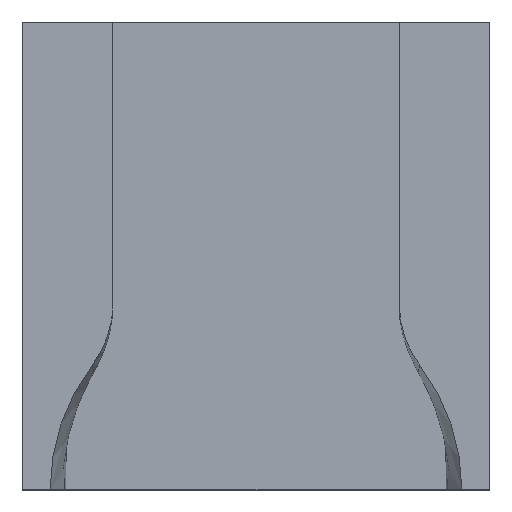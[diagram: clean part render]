
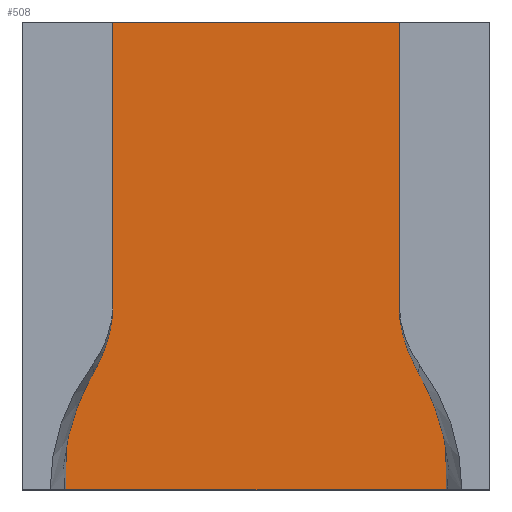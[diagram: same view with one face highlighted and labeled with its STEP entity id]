
A CAD part, top view. The second image highlights one B-rep face of the part: STEP entity #508.
In plain terms, the highlighted planar face has unit normal (0, 0, 1).
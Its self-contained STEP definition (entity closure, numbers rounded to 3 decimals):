
#164=CARTESIAN_POINT('',(114.85,12.5,2.25));
#165=VERTEX_POINT('',#164);
#172=CARTESIAN_POINT('',(135.15,12.5,2.25));
#173=VERTEX_POINT('',#172);
#174=CARTESIAN_POINT('',(114.85,12.5,2.25));
#175=DIRECTION('',(1.,0.,-0.));
#176=VECTOR('',#175,20.3);
#177=LINE('',#174,#176);
#178=EDGE_CURVE('',#165,#173,#177,.T.);
#194=CARTESIAN_POINT('',(114.824,-12.5,2.25));
#195=VERTEX_POINT('',#194);
#196=CARTESIAN_POINT('',(135.176,-12.5,2.25));
#197=VERTEX_POINT('',#196);
#198=CARTESIAN_POINT('',(114.824,-12.5,2.25));
#199=DIRECTION('',(1.,0.,-0.));
#200=VECTOR('',#199,20.351);
#201=LINE('',#198,#200);
#202=EDGE_CURVE('',#195,#197,#201,.T.);
#454=CARTESIAN_POINT('',(114.85,-10.724,2.25));
#455=VERTEX_POINT('',#454);
#466=CARTESIAN_POINT('',(114.85,12.5,2.25));
#467=DIRECTION('',(0.,-1.,0.));
#468=VECTOR('',#467,23.224);
#469=LINE('',#466,#468);
#470=EDGE_CURVE('',#165,#455,#469,.T.);
#476=CARTESIAN_POINT('',(130.075,12.5,2.25));
#477=DIRECTION('',(0.,0.,-1.));
#478=DIRECTION('',(-1.,0.,0.));
#479=AXIS2_PLACEMENT_3D('',#476,#477,#478);
#480=PLANE('',#479);
#481=ORIENTED_EDGE('',*,*,#202,.T.);
#482=CARTESIAN_POINT('',(135.15,-10.724,2.25));
#483=VERTEX_POINT('',#482);
#484=CARTESIAN_POINT('',(135.176,-12.5,2.25));
#485=CARTESIAN_POINT('',(135.176,-11.908,2.25));
#486=CARTESIAN_POINT('',(135.15,-11.316,2.25));
#487=CARTESIAN_POINT('',(135.15,-10.724,2.25));
#488=B_SPLINE_CURVE_WITH_KNOTS('',3,(#484,#485,#486,#487),.UNSPECIFIED.,.F.,.F.,(4,4),(0.,0.002),.UNSPECIFIED.);
#489=EDGE_CURVE('',#197,#483,#488,.T.);
#490=ORIENTED_EDGE('',*,*,#489,.T.);
#491=CARTESIAN_POINT('',(135.15,12.5,2.25));
#492=DIRECTION('',(0.,-1.,0.));
#493=VECTOR('',#492,23.224);
#494=LINE('',#491,#493);
#495=EDGE_CURVE('',#173,#483,#494,.T.);
#496=ORIENTED_EDGE('',*,*,#495,.F.);
#497=ORIENTED_EDGE('',*,*,#178,.F.);
#498=ORIENTED_EDGE('',*,*,#470,.T.);
#499=CARTESIAN_POINT('',(114.85,-10.724,2.25));
#500=CARTESIAN_POINT('',(114.85,-11.316,2.25));
#501=CARTESIAN_POINT('',(114.824,-11.908,2.25));
#502=CARTESIAN_POINT('',(114.824,-12.5,2.25));
#503=B_SPLINE_CURVE_WITH_KNOTS('',3,(#499,#500,#501,#502),.UNSPECIFIED.,.F.,.F.,(4,4),(0.,0.002),.UNSPECIFIED.);
#504=EDGE_CURVE('',#455,#195,#503,.T.);
#505=ORIENTED_EDGE('',*,*,#504,.T.);
#506=EDGE_LOOP('',(#481,#490,#496,#497,#498,#505));
#507=FACE_BOUND('',#506,.T.);
#508=ADVANCED_FACE('',(#507),#480,.F.);
